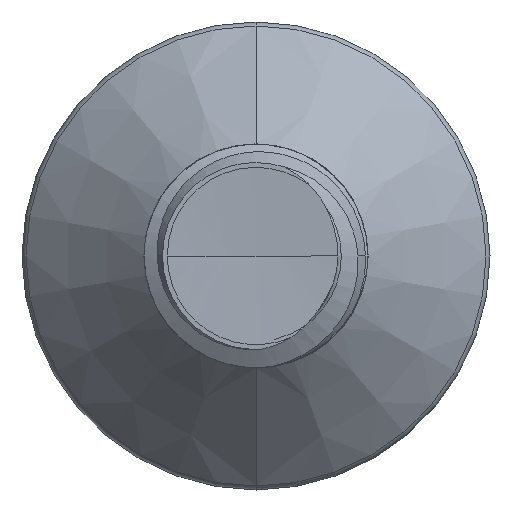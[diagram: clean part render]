
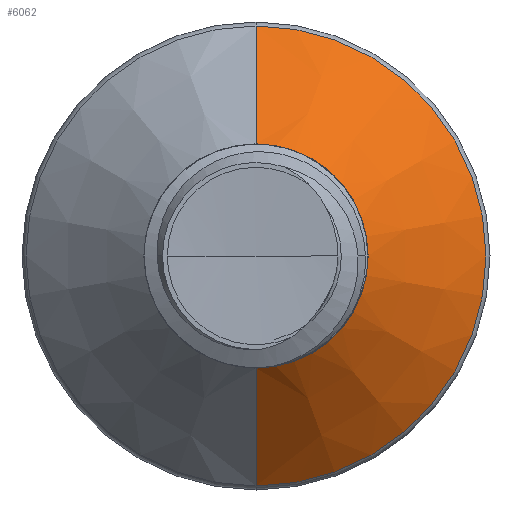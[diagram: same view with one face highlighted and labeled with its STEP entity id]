
A CAD part, front view. The second image highlights one B-rep face of the part: STEP entity #6062.
In plain terms, the highlighted conical face has half-angle 45 degrees and reference radius 0.803 mm.
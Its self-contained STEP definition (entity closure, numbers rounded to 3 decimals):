
#63 = LINE ( 'NONE', #10297, #7145 ) ;
#119 = EDGE_CURVE ( 'NONE', #12413, #11344, #6104, .T. ) ;
#176 = CARTESIAN_POINT ( 'NONE',  ( 0., 3.32, 1.646 ) ) ;
#391 = CIRCLE ( 'NONE', #3272, 1.646 ) ;
#914 = EDGE_LOOP ( 'NONE', ( #11767, #3619, #3440, #3362 ) ) ;
#1021 = CARTESIAN_POINT ( 'NONE',  ( 0., 3.32, 0. ) ) ;
#1234 = DIRECTION ( 'NONE',  ( 0., 0.707, -0.707 ) ) ;
#1761 = CARTESIAN_POINT ( 'NONE',  ( 0., 2.476, 0.803 ) ) ;
#2022 = DIRECTION ( 'NONE',  ( 0., 0., 1. ) ) ;
#3096 = DIRECTION ( 'NONE',  ( 0., 0., 1. ) ) ;
#3140 = DIRECTION ( 'NONE',  ( 0., 1., 0. ) ) ;
#3272 = AXIS2_PLACEMENT_3D ( 'NONE', #1021, #8027, #2022 ) ;
#3362 = ORIENTED_EDGE ( 'NONE', *, *, #4614, .F. ) ;
#3408 = FACE_OUTER_BOUND ( 'NONE', #914, .T. ) ;
#3440 = ORIENTED_EDGE ( 'NONE', *, *, #8473, .F. ) ;
#3577 = DIRECTION ( 'NONE',  ( 0., 1., 0. ) ) ;
#3619 = ORIENTED_EDGE ( 'NONE', *, *, #8834, .T. ) ;
#3933 = CARTESIAN_POINT ( 'NONE',  ( 0., 2.476, -0.803 ) ) ;
#4084 = DIRECTION ( 'NONE',  ( 0., 0.707, 0.707 ) ) ;
#4315 = CARTESIAN_POINT ( 'NONE',  ( 0., 2.476, 0. ) ) ;
#4614 = EDGE_CURVE ( 'NONE', #12413, #7361, #10952, .T. ) ;
#5587 = DIRECTION ( 'NONE',  ( 0., 0., 1. ) ) ;
#6062 = ADVANCED_FACE ( 'NONE', ( #3408 ), #10787, .T. ) ;
#6104 = CIRCLE ( 'NONE', #11581, 0.803 ) ;
#7145 = VECTOR ( 'NONE', #1234, 1000. ) ;
#7361 = VERTEX_POINT ( 'NONE', #176 ) ;
#8027 = DIRECTION ( 'NONE',  ( 0., 1., 0. ) ) ;
#8264 = VECTOR ( 'NONE', #4084, 1000. ) ;
#8473 = EDGE_CURVE ( 'NONE', #7361, #12695, #391, .T. ) ;
#8562 = CARTESIAN_POINT ( 'NONE',  ( 0., 2.476, 0. ) ) ;
#8834 = EDGE_CURVE ( 'NONE', #11344, #12695, #63, .T. ) ;
#10111 = CARTESIAN_POINT ( 'NONE',  ( 0., 2.476, 0.803 ) ) ;
#10261 = CARTESIAN_POINT ( 'NONE',  ( 0., 3.32, -1.646 ) ) ;
#10297 = CARTESIAN_POINT ( 'NONE',  ( 0., 2.476, -0.803 ) ) ;
#10787 = CONICAL_SURFACE ( 'NONE', #12128, 0.803, 0.785 ) ;
#10952 = LINE ( 'NONE', #10111, #8264 ) ;
#11344 = VERTEX_POINT ( 'NONE', #3933 ) ;
#11581 = AXIS2_PLACEMENT_3D ( 'NONE', #4315, #3140, #3096 ) ;
#11767 = ORIENTED_EDGE ( 'NONE', *, *, #119, .T. ) ;
#12128 = AXIS2_PLACEMENT_3D ( 'NONE', #8562, #3577, #5587 ) ;
#12413 = VERTEX_POINT ( 'NONE', #1761 ) ;
#12695 = VERTEX_POINT ( 'NONE', #10261 ) ;
